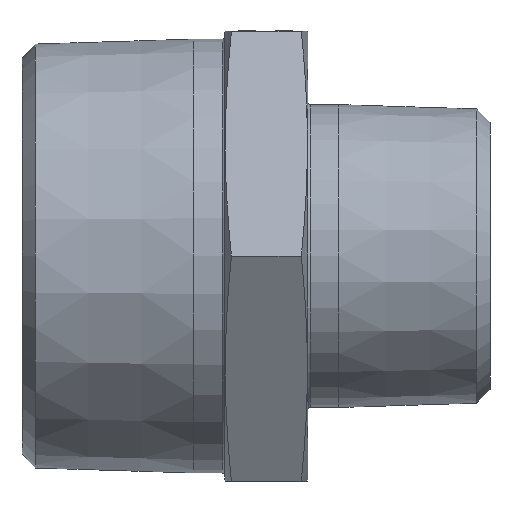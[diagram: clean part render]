
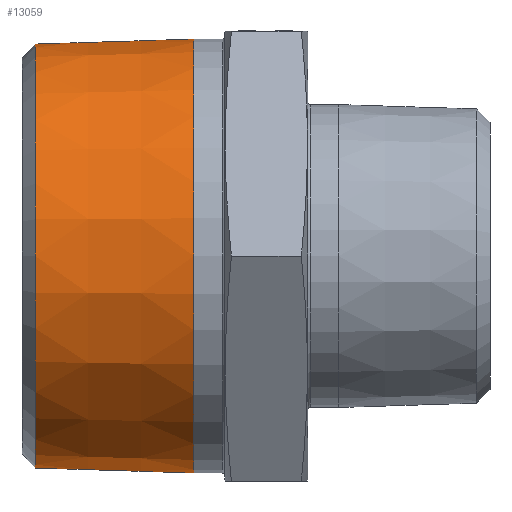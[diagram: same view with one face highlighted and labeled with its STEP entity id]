
A CAD part, front view. The second image highlights one B-rep face of the part: STEP entity #13059.
In plain terms, the highlighted conical face has half-angle 1.79 degrees and reference radius 23.901 mm.
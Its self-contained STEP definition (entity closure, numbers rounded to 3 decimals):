
#221 = CARTESIAN_POINT ( 'NONE',  ( 1.478, 0., 0. ) ) ;
#320 = ORIENTED_EDGE ( 'NONE', *, *, #5624, .T. ) ;
#1400 = DIRECTION ( 'NONE',  ( 0., 0., -1. ) ) ;
#1657 = FACE_OUTER_BOUND ( 'NONE', #12520, .T. ) ;
#2988 = CARTESIAN_POINT ( 'NONE',  ( 12.7, 0., 0. ) ) ;
#3342 = VERTEX_POINT ( 'NONE', #11166 ) ;
#3398 = CARTESIAN_POINT ( 'NONE',  ( 19.1, 0., 0. ) ) ;
#5624 = EDGE_CURVE ( 'NONE', #3342, #3342, #11174, .T. ) ;
#5846 = AXIS2_PLACEMENT_3D ( 'NONE', #221, #10469, #10296 ) ;
#5872 = AXIS2_PLACEMENT_3D ( 'NONE', #2988, #11492, #1400 ) ;
#6208 = AXIS2_PLACEMENT_3D ( 'NONE', #3398, #8481, #13573 ) ;
#8481 = DIRECTION ( 'NONE',  ( -1., 0., 0. ) ) ;
#8506 = CARTESIAN_POINT ( 'NONE',  ( 19.1, 0., 24.101 ) ) ;
#8535 = CONICAL_SURFACE ( 'NONE', #5872, 23.901, 0.031 ) ;
#9116 = CIRCLE ( 'NONE', #6208, 24.101 ) ;
#9568 = EDGE_LOOP ( 'NONE', ( #320 ) ) ;
#10296 = DIRECTION ( 'NONE',  ( 0., 0., 1. ) ) ;
#10469 = DIRECTION ( 'NONE',  ( 1., 0., 0. ) ) ;
#11166 = CARTESIAN_POINT ( 'NONE',  ( 1.478, 0., 23.551 ) ) ;
#11174 = CIRCLE ( 'NONE', #5846, 23.551 ) ;
#11400 = EDGE_CURVE ( 'NONE', #16213, #16213, #9116, .T. ) ;
#11492 = DIRECTION ( 'NONE',  ( 1., 0., 0. ) ) ;
#12520 = EDGE_LOOP ( 'NONE', ( #16007 ) ) ;
#13059 = ADVANCED_FACE ( 'NONE', ( #13072, #1657 ), #8535, .T. ) ;
#13072 = FACE_BOUND ( 'NONE', #9568, .T. ) ;
#13573 = DIRECTION ( 'NONE',  ( 0., 0., 1. ) ) ;
#16007 = ORIENTED_EDGE ( 'NONE', *, *, #11400, .T. ) ;
#16213 = VERTEX_POINT ( 'NONE', #8506 ) ;
